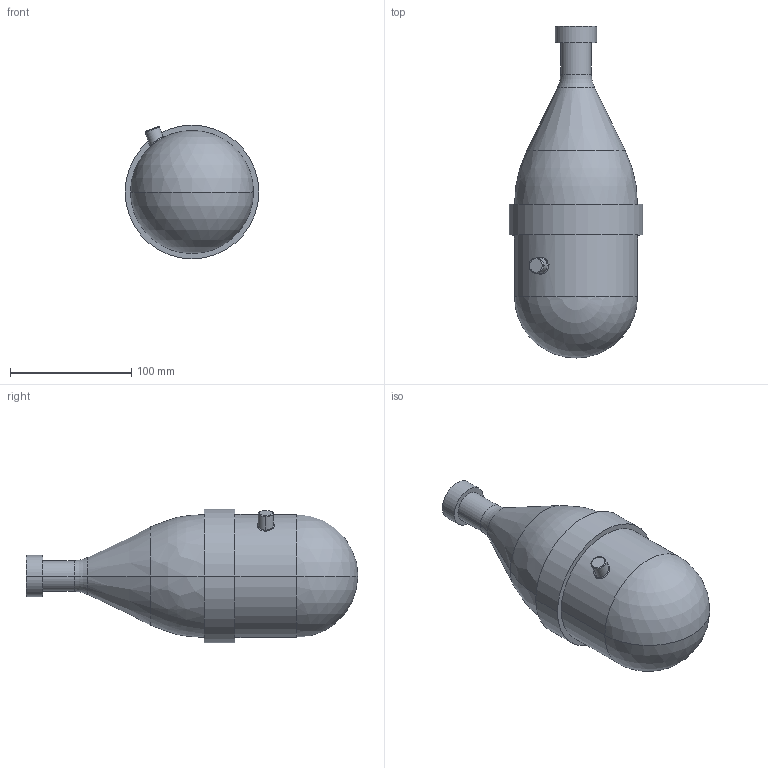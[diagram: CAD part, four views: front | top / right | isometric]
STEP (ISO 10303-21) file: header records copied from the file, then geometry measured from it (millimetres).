
FILE_DESCRIPTION(('produced by SPATIAL CORP'),'2;1');
FILE_NAME( 'collector-13920.prt.hh.sat.stp' ,'2002-04-19T13:36:58+00:00',('SPATIAL CORP'),('SPATIAL CORP'), 'ACIS STEP Husk','http://www.spatial.com','SPATIAL CORP');
FILE_SCHEMA(('CONFIG_CONTROL_DESIGN'));
Length unit declared in the file: millimetre
Products named in the file (1): PRODUCT_ID_1
Bounding box: 110.49 x 274.14 x 110.49 mm (x, y, z)
Volume: 1415059.8 mm3; surface area: 74315.1 mm2
Topology: 1 solids, 1 shells, 27 faces, 56 edges, 33 vertices
Faces by surface type: cylinder 10, plane 5, torus 4, bspline 4, sphere 2, cone 2
Entity records: 5243 total; most frequent: CARTESIAN_POINT 4630, DIRECTION 108, ORIENTED_EDGE 108, EDGE_CURVE 54, AXIS2_PLACEMENT_3D 48, CIRCLE 34, VERTEX_POINT 33, EDGE_LOOP 31
